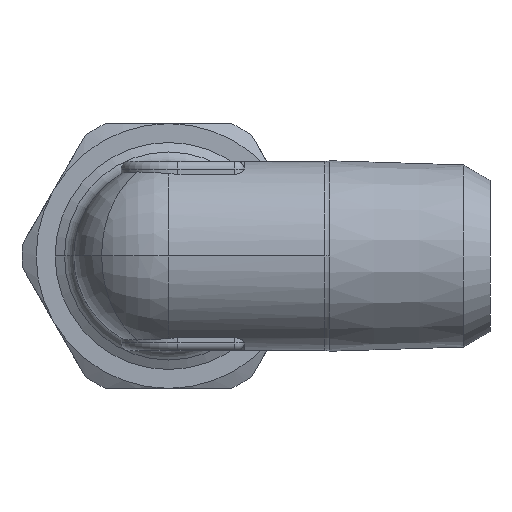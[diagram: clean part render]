
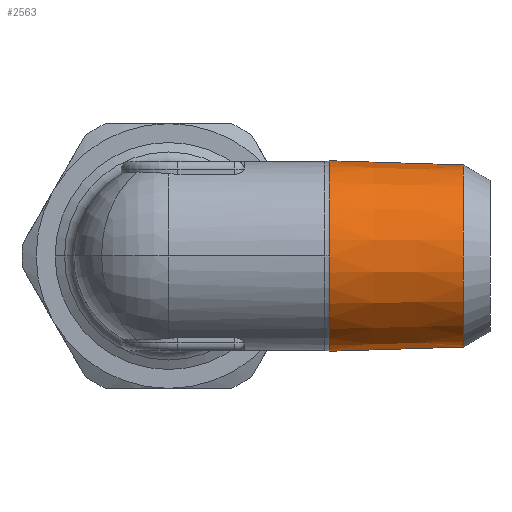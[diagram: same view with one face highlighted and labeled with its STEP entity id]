
A CAD part, left-side view. The second image highlights one B-rep face of the part: STEP entity #2563.
In plain terms, the highlighted conical face has half-angle 1.788 degrees and reference radius 5.052 mm.
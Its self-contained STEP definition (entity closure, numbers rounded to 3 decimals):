
#158 = CIRCLE ( 'NONE', #2128, 5.035 ) ;
#159 = CIRCLE ( 'NONE', #2130, 4.815 ) ;
#244 = FACE_OUTER_BOUND ( 'NONE', #975, .T. ) ;
#255 = CONICAL_SURFACE ( 'NONE', #2168, 5.052, 0.031 ) ;
#458 = DIRECTION ( 'NONE',  ( 0., 0., 1. ) ) ;
#459 = CARTESIAN_POINT ( 'NONE',  ( 0., -8., 0. ) ) ;
#460 = DIRECTION ( 'NONE',  ( 0., 1., 0. ) ) ;
#746 = CARTESIAN_POINT ( 'NONE',  ( 0., -8.531, 5.035 ) ) ;
#747 = CARTESIAN_POINT ( 'NONE',  ( 0., -8.531, -5.035 ) ) ;
#748 = CARTESIAN_POINT ( 'NONE',  ( 0., -15.588, -4.815 ) ) ;
#749 = CARTESIAN_POINT ( 'NONE',  ( 0., -15.588, 4.815 ) ) ;
#761 = CARTESIAN_POINT ( 'NONE',  ( -5.035, -8.531, 0. ) ) ;
#975 = EDGE_LOOP ( 'NONE', ( #2357, #2358, #2359, #2360, #2361 ) ) ;
#1629 = LINE ( 'NONE', #2970, #1632 ) ;
#1632 = VECTOR ( 'NONE', #2971, 1000. ) ;
#1634 = LINE ( 'NONE', #2972, #1636 ) ;
#1636 = VECTOR ( 'NONE', #2973, 1000. ) ;
#1646 = CIRCLE ( 'NONE', #3050, 5.035 ) ;
#1950 = CARTESIAN_POINT ( 'NONE',  ( 0., -8.531, 0. ) ) ;
#1951 = DIRECTION ( 'NONE',  ( 0., 1., 0. ) ) ;
#1952 = DIRECTION ( 'NONE',  ( 0., 0., 1. ) ) ;
#1956 = CARTESIAN_POINT ( 'NONE',  ( 0., -15.588, 0. ) ) ;
#1957 = DIRECTION ( 'NONE',  ( 0., -1., 0. ) ) ;
#1958 = DIRECTION ( 'NONE',  ( 0., 0., -1. ) ) ;
#2053 = EDGE_CURVE ( 'NONE', #2501, #2486, #158, .T. ) ;
#2055 = EDGE_CURVE ( 'NONE', #2489, #2488, #159, .T. ) ;
#2128 = AXIS2_PLACEMENT_3D ( 'NONE', #1950, #1951, #1952 ) ;
#2130 = AXIS2_PLACEMENT_3D ( 'NONE', #1956, #1957, #1958 ) ;
#2168 = AXIS2_PLACEMENT_3D ( 'NONE', #459, #460, #458 ) ;
#2357 = ORIENTED_EDGE ( 'NONE', *, *, #2645, .F. ) ;
#2358 = ORIENTED_EDGE ( 'NONE', *, *, #2055, .F. ) ;
#2359 = ORIENTED_EDGE ( 'NONE', *, *, #2648, .T. ) ;
#2360 = ORIENTED_EDGE ( 'NONE', *, *, #2053, .F. ) ;
#2361 = ORIENTED_EDGE ( 'NONE', *, *, #2658, .F. ) ;
#2486 = VERTEX_POINT ( 'NONE', #746 ) ;
#2487 = VERTEX_POINT ( 'NONE', #747 ) ;
#2488 = VERTEX_POINT ( 'NONE', #748 ) ;
#2489 = VERTEX_POINT ( 'NONE', #749 ) ;
#2501 = VERTEX_POINT ( 'NONE', #761 ) ;
#2563 = ADVANCED_FACE ( 'NONE', ( #244 ), #255, .T. ) ;
#2645 = EDGE_CURVE ( 'NONE', #2488, #2487, #1629, .T. ) ;
#2648 = EDGE_CURVE ( 'NONE', #2489, #2486, #1634, .T. ) ;
#2658 = EDGE_CURVE ( 'NONE', #2487, #2501, #1646, .T. ) ;
#2970 = CARTESIAN_POINT ( 'NONE',  ( 0., -8., -5.052 ) ) ;
#2971 = DIRECTION ( 'NONE',  ( 0., 1., -0.031 ) ) ;
#2972 = CARTESIAN_POINT ( 'NONE',  ( 0., -8., 5.052 ) ) ;
#2973 = DIRECTION ( 'NONE',  ( 0., 1., 0.031 ) ) ;
#3006 = CARTESIAN_POINT ( 'NONE',  ( 0., -8.531, 0. ) ) ;
#3007 = DIRECTION ( 'NONE',  ( 0., 1., 0. ) ) ;
#3008 = DIRECTION ( 'NONE',  ( 0., 0., 1. ) ) ;
#3050 = AXIS2_PLACEMENT_3D ( 'NONE', #3006, #3007, #3008 ) ;
